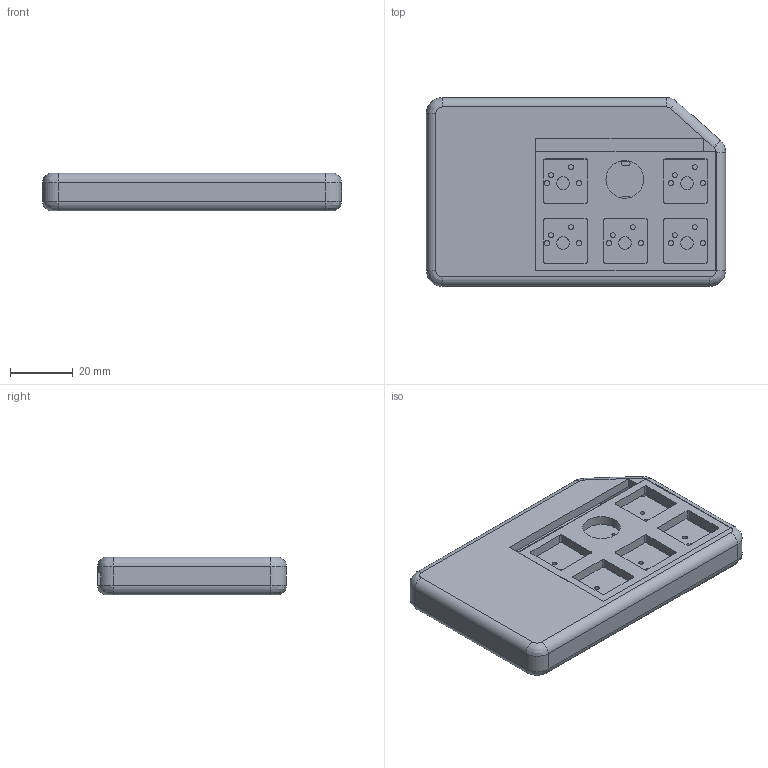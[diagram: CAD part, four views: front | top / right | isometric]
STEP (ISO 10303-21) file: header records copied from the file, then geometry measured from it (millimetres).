
FILE_DESCRIPTION(/* description */ (''),/* implementation_level */ '2;1');
FILE_NAME(/* name */ 'musicpad.step',/* time_stamp */ '2025-07-03T13:41:13+02:00',/* author */ (''),/* organization */ (''),/* preprocessor_version */ 'ST-DEVELOPER v20.1',/* originating_system */ 'Autodesk Translation Framework v14.10.0.0',/* authorisation */ '');
FILE_SCHEMA (('AUTOMOTIVE_DESIGN { 1 0 10303 214 3 1 1 }'));
Length unit declared in the file: millimetre
Products named in the file (4): musicpad; hackpadv3 1; _autosave-hackpadv3_PCB; plate_musicpad
Assembly tree (3 placements, depth 3):
  musicpad
    hackpadv3 1
      _autosave-hackpadv3_PCB
    plate_musicpad
Bounding box: 95 x 60 x 12 mm (x, y, z)
Volume: 33701.3 mm3; surface area: 35203.8 mm2
Topology: 3 solids, 3 shells, 196 faces, 552 edges, 361 vertices
Faces by surface type: cylinder 117, plane 69, bspline 10
Full cylindrical faces by diameter (mm): 1 x5, 1.02 x43, 1.5 x12, 1.7 x10, 1.8 x2, 4 x5, 12 x1
Entity records: 6917 total; most frequent: CARTESIAN_POINT 1196, DIRECTION 1186, ORIENTED_EDGE 1104, EDGE_CURVE 552, AXIS2_PLACEMENT_3D 441, EDGE_LOOP 369, VERTEX_POINT 361, LINE 304
